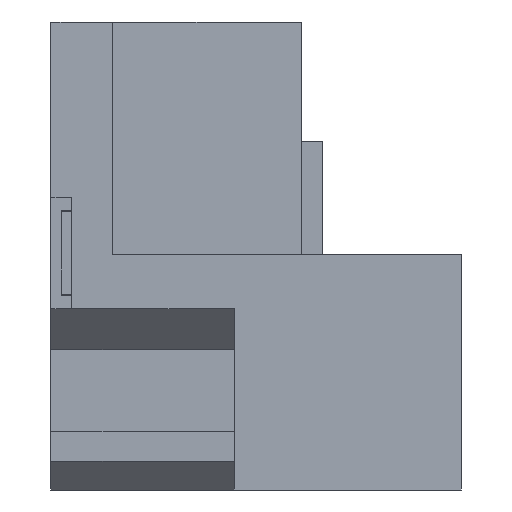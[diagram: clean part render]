
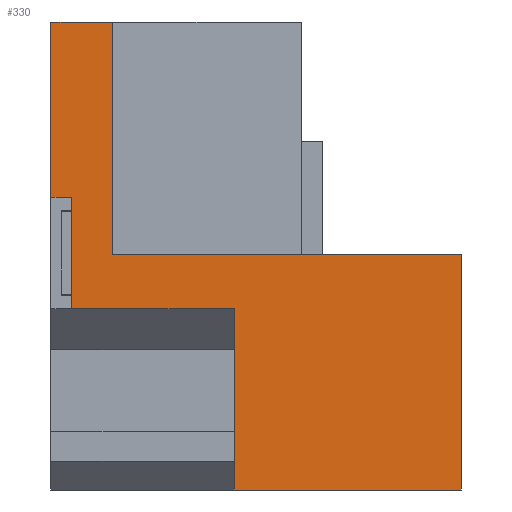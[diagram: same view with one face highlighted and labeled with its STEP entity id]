
A CAD part, front view. The second image highlights one B-rep face of the part: STEP entity #330.
In plain terms, the highlighted planar face has unit normal (0, -1, 0).
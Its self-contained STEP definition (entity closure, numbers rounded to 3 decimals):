
#330=ADVANCED_FACE('',(#667),#490,.T.);
#490=PLANE('',#3808);
#667=FACE_OUTER_BOUND('',#864,.T.);
#864=EDGE_LOOP('',(#1741,#1742,#1743,#1744,#1745,#1746,#1747,#1748,#1749,
#1750));
#1741=ORIENTED_EDGE('',*,*,#2671,.T.);
#1742=ORIENTED_EDGE('',*,*,#2672,.T.);
#1743=ORIENTED_EDGE('',*,*,#2669,.T.);
#1744=ORIENTED_EDGE('',*,*,#2666,.T.);
#1745=ORIENTED_EDGE('',*,*,#2618,.T.);
#1746=ORIENTED_EDGE('',*,*,#2642,.T.);
#1747=ORIENTED_EDGE('',*,*,#2643,.T.);
#1748=ORIENTED_EDGE('',*,*,#2647,.T.);
#1749=ORIENTED_EDGE('',*,*,#2673,.F.);
#1750=ORIENTED_EDGE('',*,*,#2674,.T.);
#2160=VERTEX_POINT('',#5606);
#2161=VERTEX_POINT('',#5608);
#2172=VERTEX_POINT('',#5652);
#2173=VERTEX_POINT('',#5656);
#2176=VERTEX_POINT('',#5663);
#2186=VERTEX_POINT('',#5702);
#2187=VERTEX_POINT('',#5707);
#2188=VERTEX_POINT('',#5711);
#2189=VERTEX_POINT('',#5712);
#2190=VERTEX_POINT('',#5715);
#2618=EDGE_CURVE('',#2161,#2160,#3062,.T.);
#2642=EDGE_CURVE('',#2160,#2172,#3084,.T.);
#2643=EDGE_CURVE('',#2172,#2173,#3085,.T.);
#2647=EDGE_CURVE('',#2173,#2176,#3089,.T.);
#2666=EDGE_CURVE('',#2186,#2161,#3108,.T.);
#2669=EDGE_CURVE('',#2187,#2186,#3111,.T.);
#2671=EDGE_CURVE('',#2188,#2189,#3113,.T.);
#2672=EDGE_CURVE('',#2189,#2187,#3114,.T.);
#2673=EDGE_CURVE('',#2190,#2176,#3115,.T.);
#2674=EDGE_CURVE('',#2190,#2188,#3116,.T.);
#3062=LINE('',#5607,#3498);
#3084=LINE('',#5653,#3520);
#3085=LINE('',#5655,#3521);
#3089=LINE('',#5664,#3525);
#3108=LINE('',#5701,#3544);
#3111=LINE('',#5706,#3547);
#3113=LINE('',#5710,#3549);
#3114=LINE('',#5713,#3550);
#3115=LINE('',#5714,#3551);
#3116=LINE('',#5716,#3552);
#3498=VECTOR('',#4586,1.);
#3520=VECTOR('',#4632,1.);
#3521=VECTOR('',#4635,1.);
#3525=VECTOR('',#4641,1.);
#3544=VECTOR('',#4678,1.);
#3547=VECTOR('',#4683,1.);
#3549=VECTOR('',#4687,1.);
#3550=VECTOR('',#4688,1.);
#3551=VECTOR('',#4689,1.);
#3552=VECTOR('',#4690,1.);
#3808=AXIS2_PLACEMENT_3D('',#5717,#4691,#4692);
#4586=DIRECTION('',(0.,0.,1.));
#4632=DIRECTION('',(-1.,0.,0.));
#4635=DIRECTION('',(0.,0.,1.));
#4641=DIRECTION('',(-1.,0.,0.));
#4678=DIRECTION('',(1.,0.,0.));
#4683=DIRECTION('',(0.,0.,-1.));
#4687=DIRECTION('',(0.,0.,-1.));
#4688=DIRECTION('',(1.,0.,0.));
#4689=DIRECTION('',(0.,0.,1.));
#4690=DIRECTION('',(1.,0.,0.));
#4691=DIRECTION('',(0.,-1.,0.));
#4692=DIRECTION('',(1.,0.,0.));
#5606=CARTESIAN_POINT('',(9.95,0.,5.7));
#5607=CARTESIAN_POINT('',(9.95,0.,0.));
#5608=CARTESIAN_POINT('',(9.95,0.,0.));
#5652=CARTESIAN_POINT('',(1.5,0.,5.7));
#5653=CARTESIAN_POINT('',(9.95,0.,5.7));
#5655=CARTESIAN_POINT('',(1.5,0.,5.7));
#5656=CARTESIAN_POINT('',(1.5,0.,11.35));
#5663=CARTESIAN_POINT('',(0.,0.,11.35));
#5664=CARTESIAN_POINT('',(1.5,0.,11.35));
#5701=CARTESIAN_POINT('',(4.45,0.,0.));
#5702=CARTESIAN_POINT('',(4.45,0.,0.));
#5706=CARTESIAN_POINT('',(4.45,0.,4.4));
#5707=CARTESIAN_POINT('',(4.45,0.,4.4));
#5710=CARTESIAN_POINT('',(0.5,0.,7.1));
#5711=CARTESIAN_POINT('',(0.5,0.,7.1));
#5712=CARTESIAN_POINT('',(0.5,0.,4.4));
#5713=CARTESIAN_POINT('',(0.5,0.,4.4));
#5714=CARTESIAN_POINT('',(0.,0.,7.1));
#5715=CARTESIAN_POINT('',(0.,0.,7.1));
#5716=CARTESIAN_POINT('',(0.,0.,7.1));
#5717=CARTESIAN_POINT('',(0.,0.,0.));
